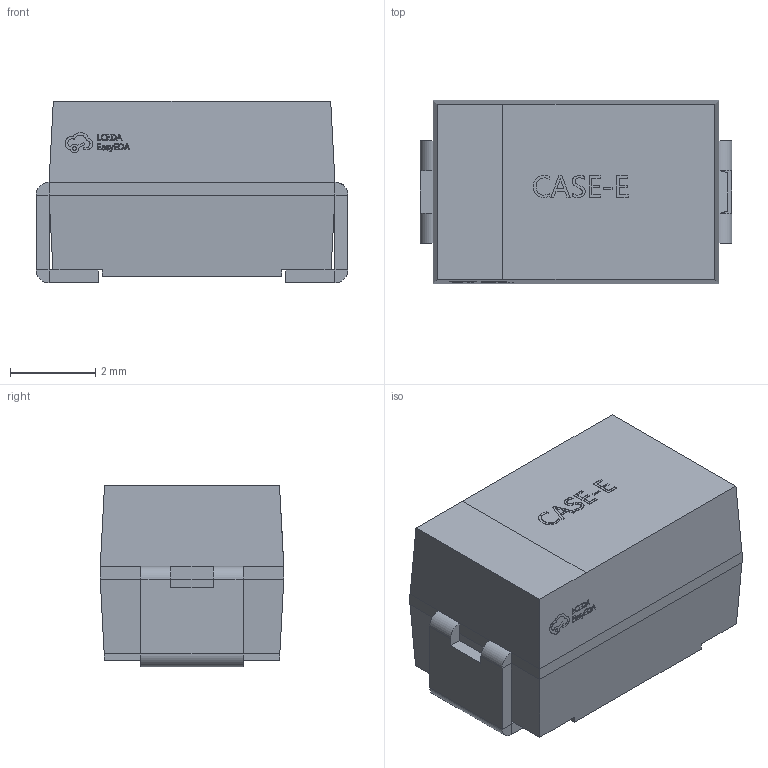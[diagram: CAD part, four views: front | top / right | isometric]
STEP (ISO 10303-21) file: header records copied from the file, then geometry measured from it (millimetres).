
FILE_DESCRIPTION (( 'STEP AP214' ), '1' );
FILE_NAME ('CASE-E_L7.3-W4.3-H4.1.step', '2022-06-24T01:46:14', ( '' ), ( '' ), 'SwSTEP 2.0', 'SolidWorks 2020', '' );
FILE_SCHEMA (( 'AUTOMOTIVE_DESIGN' ));
Length unit declared in the file: millimetre
Products named in the file (1): CASE-E_L7.3-W4.3-H4.1
Bounding box: 7.3 x 4.3 x 4.25 mm (x, y, z)
Volume: 117.2 mm3; surface area: 179.1 mm2
Topology: 2 solids, 2 shells, 423 faces, 1122 edges, 732 vertices
Faces by surface type: plane 283, bspline 134, cylinder 6
Entity records: 19273 total; most frequent: CARTESIAN_POINT 5636, ORIENTED_EDGE 2244, DIRECTION 1442, EDGE_CURVE 1122, LINE 838, VECTOR 838, VERTEX_POINT 732, EDGE_LOOP 456
